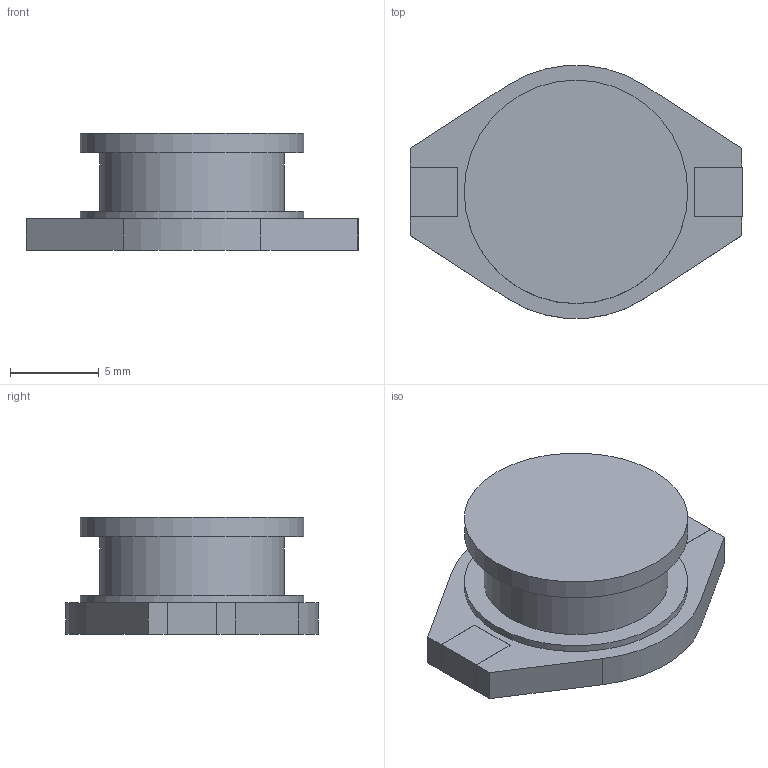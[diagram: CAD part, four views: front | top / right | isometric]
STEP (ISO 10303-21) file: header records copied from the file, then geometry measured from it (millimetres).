
FILE_DESCRIPTION(('FreeCAD Model'),'2;1');
FILE_NAME('L_Bourns_SDR1806.step','2018-05-04T19:35:55',('kicad StepUp'),( 'ksu MCAD'),'Open CASCADE STEP processor 7.2','FreeCAD','Unknown');
FILE_SCHEMA(('AUTOMOTIVE_DESIGN { 1 0 10303 214 1 1 1 1 }'));
Length unit declared in the file: millimetre
Products named in the file (1): L_Bourns_SDR1806
Bounding box: 18.72 x 14.25 x 6.61 mm (x, y, z)
Volume: 824 mm3; surface area: 737.3 mm2
Topology: 1 solids, 1 shells, 32 faces, 81 edges, 54 vertices
Faces by surface type: plane 27, cylinder 5
Full cylindrical faces by diameter (mm): 10.4 x1, 12.6 x2
Entity records: 672 total; most frequent: ORIENTED_EDGE 126, CARTESIAN_POINT 84, EDGE_CURVE 81, LINE 63, VERTEX_POINT 54, FACE_BOUND 35, EDGE_LOOP 35, AXIS2_PLACEMENT_3D 33
